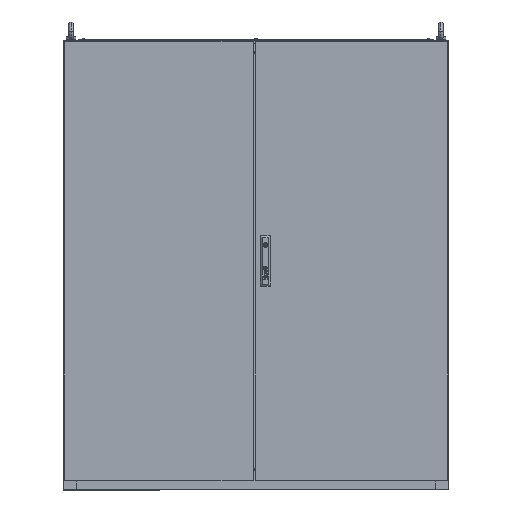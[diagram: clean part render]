
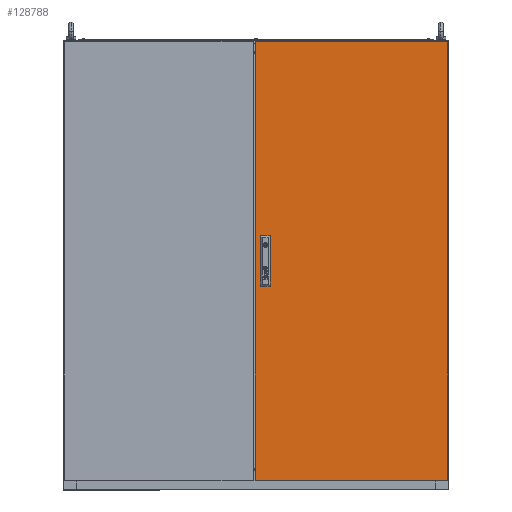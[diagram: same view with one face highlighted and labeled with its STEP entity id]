
A CAD part, top view. The second image highlights one B-rep face of the part: STEP entity #128788.
In plain terms, the highlighted planar face has unit normal (0, 0, 1).
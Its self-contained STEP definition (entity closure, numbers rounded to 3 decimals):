
#79 = FACE_BOUND ( 'NONE', #143691, .T. ) ;
#1426 = LINE ( 'NONE', #161192, #47871 ) ;
#2003 = PLANE ( 'NONE',  #161030 ) ;
#3543 = VECTOR ( 'NONE', #61725, 1000. ) ;
#3634 = EDGE_CURVE ( 'NONE', #100235, #105809, #93122, .T. ) ;
#7109 = LINE ( 'NONE', #95618, #187694 ) ;
#11152 = CARTESIAN_POINT ( 'NONE',  ( 0., 0., 0. ) ) ;
#12413 = CARTESIAN_POINT ( 'NONE',  ( 16.5, 38.5, 0. ) ) ;
#17962 = VERTEX_POINT ( 'NONE', #12413 ) ;
#18325 = VERTEX_POINT ( 'NONE', #138783 ) ;
#19914 = CARTESIAN_POINT ( 'NONE',  ( 41.5, -61.5, 0. ) ) ;
#20485 = ORIENTED_EDGE ( 'NONE', *, *, #143936, .T. ) ;
#22056 = ORIENTED_EDGE ( 'NONE', *, *, #95698, .F. ) ;
#23779 = EDGE_CURVE ( 'NONE', #168531, #145276, #46163, .T. ) ;
#25382 = CARTESIAN_POINT ( 'NONE',  ( 41.5, -11.5, 0. ) ) ;
#25412 = VECTOR ( 'NONE', #186431, 1000. ) ;
#29897 = LINE ( 'NONE', #89321, #150562 ) ;
#32379 = LINE ( 'NONE', #46995, #152793 ) ;
#35311 = CARTESIAN_POINT ( 'NONE',  ( -3., 697., 0. ) ) ;
#36386 = DIRECTION ( 'NONE',  ( 1., 0., 0. ) ) ;
#37347 = LINE ( 'NONE', #19914, #97792 ) ;
#40285 = EDGE_LOOP ( 'NONE', ( #98734, #20485, #49063, #99242 ) ) ;
#41230 = FACE_OUTER_BOUND ( 'NONE', #40285, .T. ) ;
#45329 = EDGE_CURVE ( 'NONE', #17962, #64032, #132924, .T. ) ;
#46163 = LINE ( 'NONE', #152278, #3543 ) ;
#46995 = CARTESIAN_POINT ( 'NONE',  ( 41.5, -61.5, 0. ) ) ;
#47871 = VECTOR ( 'NONE', #75368, 1000. ) ;
#49063 = ORIENTED_EDGE ( 'NONE', *, *, #138200, .T. ) ;
#49857 = DIRECTION ( 'NONE',  ( -1., 0., 0. ) ) ;
#50849 = LINE ( 'NONE', #110354, #184413 ) ;
#52460 = DIRECTION ( 'NONE',  ( 0., 1., 0. ) ) ;
#54745 = CARTESIAN_POINT ( 'NONE',  ( 16.5, -11.5, 0. ) ) ;
#58837 = DIRECTION ( 'NONE',  ( 1., 0., 0. ) ) ;
#59418 = DIRECTION ( 'NONE',  ( 0., 0., 1. ) ) ;
#60372 = DIRECTION ( 'NONE',  ( 1., 0., 0. ) ) ;
#61052 = EDGE_CURVE ( 'NONE', #64032, #100235, #81704, .T. ) ;
#61725 = DIRECTION ( 'NONE',  ( 0., -1., 0. ) ) ;
#62990 = VECTOR ( 'NONE', #58837, 1000. ) ;
#64032 = VERTEX_POINT ( 'NONE', #159556 ) ;
#66723 = CARTESIAN_POINT ( 'NONE',  ( -3., -670., 0. ) ) ;
#67436 = DIRECTION ( 'NONE',  ( -1., 0., 0. ) ) ;
#68725 = CARTESIAN_POINT ( 'NONE',  ( 41.5, 88.5, 0. ) ) ;
#70632 = CARTESIAN_POINT ( 'NONE',  ( 597., 697., 0. ) ) ;
#75368 = DIRECTION ( 'NONE',  ( 0., -1., 0. ) ) ;
#79517 = CARTESIAN_POINT ( 'NONE',  ( 16.5, 38.5, 0. ) ) ;
#81704 = LINE ( 'NONE', #96313, #191545 ) ;
#81790 = CARTESIAN_POINT ( 'NONE',  ( 41.5, -61.5, 0. ) ) ;
#89321 = CARTESIAN_POINT ( 'NONE',  ( 597., 697., 0. ) ) ;
#90739 = EDGE_CURVE ( 'NONE', #151357, #170451, #7109, .T. ) ;
#93122 = LINE ( 'NONE', #112411, #25412 ) ;
#95618 = CARTESIAN_POINT ( 'NONE',  ( 41.5, -11.5, 0. ) ) ;
#95698 = EDGE_CURVE ( 'NONE', #170451, #123755, #1426, .T. ) ;
#96313 = CARTESIAN_POINT ( 'NONE',  ( 41.5, 38.5, 0. ) ) ;
#97792 = VECTOR ( 'NONE', #36386, 1000. ) ;
#98734 = ORIENTED_EDGE ( 'NONE', *, *, #23779, .T. ) ;
#98820 = ORIENTED_EDGE ( 'NONE', *, *, #155745, .F. ) ;
#99242 = ORIENTED_EDGE ( 'NONE', *, *, #179922, .T. ) ;
#100235 = VERTEX_POINT ( 'NONE', #68725 ) ;
#105809 = VERTEX_POINT ( 'NONE', #126572 ) ;
#106464 = DIRECTION ( 'NONE',  ( 0., 1., 0. ) ) ;
#110354 = CARTESIAN_POINT ( 'NONE',  ( -3., -670., 0. ) ) ;
#111372 = LINE ( 'NONE', #35311, #121936 ) ;
#112411 = CARTESIAN_POINT ( 'NONE',  ( 41.5, 88.5, 0. ) ) ;
#114402 = FACE_BOUND ( 'NONE', #119119, .T. ) ;
#119119 = EDGE_LOOP ( 'NONE', ( #22056, #153099, #98820, #140629 ) ) ;
#121936 = VECTOR ( 'NONE', #67436, 1000. ) ;
#123755 = VERTEX_POINT ( 'NONE', #190168 ) ;
#126572 = CARTESIAN_POINT ( 'NONE',  ( 16.5, 88.5, 0. ) ) ;
#128788 = ADVANCED_FACE ( 'NONE', ( #79, #114402, #41230 ), #2003, .T. ) ;
#131148 = ORIENTED_EDGE ( 'NONE', *, *, #136048, .F. ) ;
#132924 = LINE ( 'NONE', #192343, #62990 ) ;
#134079 = VERTEX_POINT ( 'NONE', #70632 ) ;
#134261 = CARTESIAN_POINT ( 'NONE',  ( -3., 697., 0. ) ) ;
#134275 = EDGE_CURVE ( 'NONE', #123755, #163889, #37347, .T. ) ;
#136048 = EDGE_CURVE ( 'NONE', #105809, #17962, #183849, .T. ) ;
#138200 = EDGE_CURVE ( 'NONE', #18325, #134079, #29897, .T. ) ;
#138783 = CARTESIAN_POINT ( 'NONE',  ( 597., -670., 0. ) ) ;
#140629 = ORIENTED_EDGE ( 'NONE', *, *, #134275, .F. ) ;
#140889 = DIRECTION ( 'NONE',  ( 0., -1., 0. ) ) ;
#143691 = EDGE_LOOP ( 'NONE', ( #131148, #183853, #185339, #167952 ) ) ;
#143936 = EDGE_CURVE ( 'NONE', #145276, #18325, #50849, .T. ) ;
#145276 = VERTEX_POINT ( 'NONE', #66723 ) ;
#148738 = DIRECTION ( 'NONE',  ( 0., 1., 0. ) ) ;
#150562 = VECTOR ( 'NONE', #148738, 1000. ) ;
#151357 = VERTEX_POINT ( 'NONE', #25382 ) ;
#152278 = CARTESIAN_POINT ( 'NONE',  ( -3., 697., 0. ) ) ;
#152793 = VECTOR ( 'NONE', #106464, 1000. ) ;
#153099 = ORIENTED_EDGE ( 'NONE', *, *, #90739, .F. ) ;
#155745 = EDGE_CURVE ( 'NONE', #163889, #151357, #32379, .T. ) ;
#157988 = DIRECTION ( 'NONE',  ( 1., 0., 0. ) ) ;
#159556 = CARTESIAN_POINT ( 'NONE',  ( 41.5, 38.5, 0. ) ) ;
#161030 = AXIS2_PLACEMENT_3D ( 'NONE', #11152, #59418, #60372 ) ;
#161192 = CARTESIAN_POINT ( 'NONE',  ( 16.5, -61.5, 0. ) ) ;
#163889 = VERTEX_POINT ( 'NONE', #81790 ) ;
#167952 = ORIENTED_EDGE ( 'NONE', *, *, #45329, .F. ) ;
#168531 = VERTEX_POINT ( 'NONE', #134261 ) ;
#170451 = VERTEX_POINT ( 'NONE', #54745 ) ;
#179922 = EDGE_CURVE ( 'NONE', #134079, #168531, #111372, .T. ) ;
#180640 = VECTOR ( 'NONE', #140889, 1000. ) ;
#183849 = LINE ( 'NONE', #79517, #180640 ) ;
#183853 = ORIENTED_EDGE ( 'NONE', *, *, #3634, .F. ) ;
#184413 = VECTOR ( 'NONE', #157988, 1000. ) ;
#185339 = ORIENTED_EDGE ( 'NONE', *, *, #61052, .F. ) ;
#186431 = DIRECTION ( 'NONE',  ( -1., 0., 0. ) ) ;
#187694 = VECTOR ( 'NONE', #49857, 1000. ) ;
#190168 = CARTESIAN_POINT ( 'NONE',  ( 16.5, -61.5, 0. ) ) ;
#191545 = VECTOR ( 'NONE', #52460, 1000. ) ;
#192343 = CARTESIAN_POINT ( 'NONE',  ( 41.5, 38.5, 0. ) ) ;
